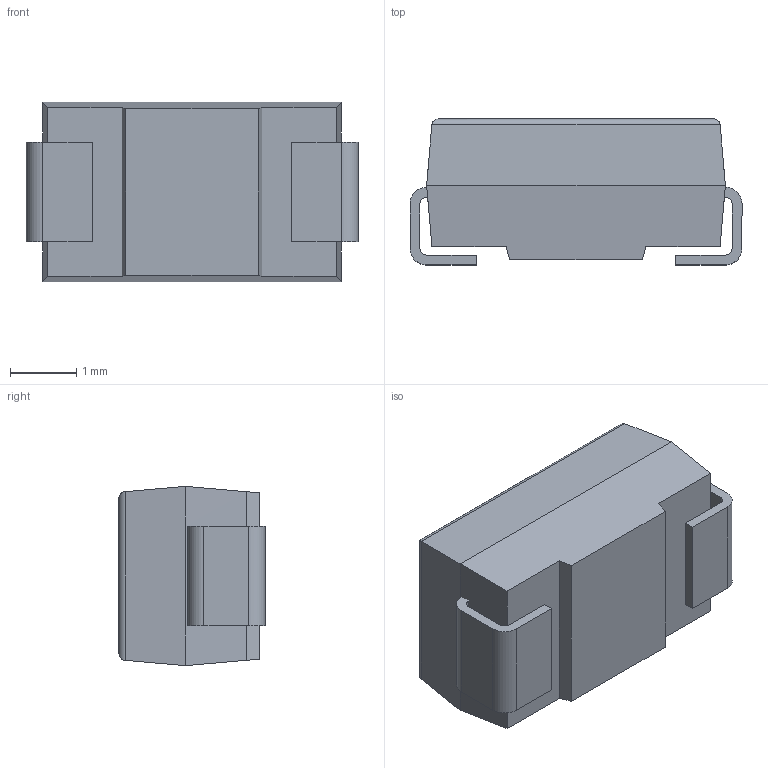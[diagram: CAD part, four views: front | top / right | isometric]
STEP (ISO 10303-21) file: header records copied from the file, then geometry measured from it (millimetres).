
FILE_DESCRIPTION (( 'STEP AP214' ), '1' );
FILE_NAME ('SK34SMA-3G-AQ.STEP', '2024-09-13T20:39:50', ( '' ), ( '' ), 'SwSTEP 2.0', 'SolidWorks 2021', '' );
FILE_SCHEMA (( 'AUTOMOTIVE_DESIGN' ));
Length unit declared in the file: millimetre
Products named in the file (1): SK34SMA-3G-AQ
Bounding box: 5 x 2.2 x 2.7 mm (x, y, z)
Volume: 24.1 mm3; surface area: 64.2 mm2
Topology: 3 solids, 3 shells, 45 faces, 115 edges, 76 vertices
Faces by surface type: plane 32, cylinder 13
Entity records: 1409 total; most frequent: CARTESIAN_POINT 267, ORIENTED_EDGE 230, DIRECTION 215, EDGE_CURVE 115, VECTOR 87, LINE 87, VERTEX_POINT 76, AXIS2_PLACEMENT_3D 64
